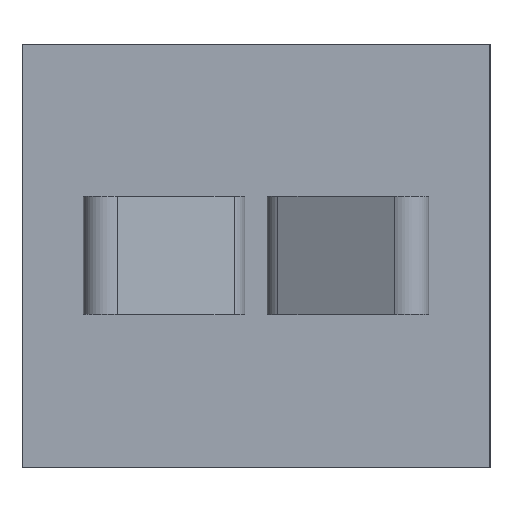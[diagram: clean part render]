
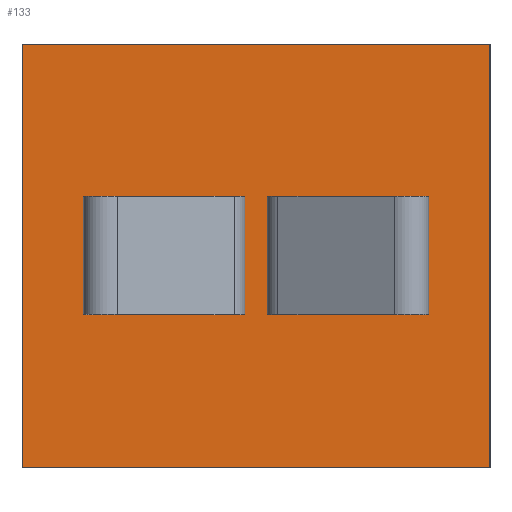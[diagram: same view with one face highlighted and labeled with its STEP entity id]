
A CAD part, top view. The second image highlights one B-rep face of the part: STEP entity #133.
In plain terms, the highlighted planar face has unit normal (0, 0, 1).
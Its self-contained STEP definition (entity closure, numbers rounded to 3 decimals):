
#133 = ADVANCED_FACE( '', ( #252, #253, #254 ), #255, .T. );
#252 = FACE_BOUND( '', #376, .T. );
#253 = FACE_OUTER_BOUND( '', #377, .T. );
#254 = FACE_BOUND( '', #378, .T. );
#255 = PLANE( '', #379 );
#376 = EDGE_LOOP( '', ( #526, #527, #528, #529 ) );
#377 = EDGE_LOOP( '', ( #530, #531, #532, #533 ) );
#378 = EDGE_LOOP( '', ( #534, #535, #536, #537 ) );
#379 = AXIS2_PLACEMENT_3D( '', #538, #539, #540 );
#526 = ORIENTED_EDGE( '', *, *, #817, .F. );
#527 = ORIENTED_EDGE( '', *, *, #789, .F. );
#528 = ORIENTED_EDGE( '', *, *, #806, .T. );
#529 = ORIENTED_EDGE( '', *, *, #800, .T. );
#530 = ORIENTED_EDGE( '', *, *, #818, .F. );
#531 = ORIENTED_EDGE( '', *, *, #819, .F. );
#532 = ORIENTED_EDGE( '', *, *, #795, .T. );
#533 = ORIENTED_EDGE( '', *, *, #820, .T. );
#534 = ORIENTED_EDGE( '', *, *, #821, .T. );
#535 = ORIENTED_EDGE( '', *, *, #822, .T. );
#536 = ORIENTED_EDGE( '', *, *, #823, .F. );
#537 = ORIENTED_EDGE( '', *, *, #824, .F. );
#538 = CARTESIAN_POINT( '', ( -10.5, -9.5, 0. ) );
#539 = DIRECTION( '', ( 0., 0., 1. ) );
#540 = DIRECTION( '', ( 1., 0., 0. ) );
#789 = EDGE_CURVE( '', #914, #916, #917, .T. );
#795 = EDGE_CURVE( '', #921, #925, #927, .T. );
#800 = EDGE_CURVE( '', #936, #934, #937, .T. );
#806 = EDGE_CURVE( '', #914, #936, #946, .T. );
#817 = EDGE_CURVE( '', #916, #934, #961, .T. );
#818 = EDGE_CURVE( '', #962, #963, #964, .T. );
#819 = EDGE_CURVE( '', #921, #962, #965, .T. );
#820 = EDGE_CURVE( '', #925, #963, #966, .T. );
#821 = EDGE_CURVE( '', #967, #968, #969, .T. );
#822 = EDGE_CURVE( '', #968, #970, #971, .T. );
#823 = EDGE_CURVE( '', #972, #970, #973, .T. );
#824 = EDGE_CURVE( '', #967, #972, #974, .T. );
#914 = VERTEX_POINT( '', #1092 );
#916 = VERTEX_POINT( '', #1095 );
#917 = LINE( '', #1096, #1097 );
#921 = VERTEX_POINT( '', #1102 );
#925 = VERTEX_POINT( '', #1108 );
#927 = LINE( '', #1111, #1112 );
#934 = VERTEX_POINT( '', #1120 );
#936 = VERTEX_POINT( '', #1123 );
#937 = LINE( '', #1124, #1125 );
#946 = LINE( '', #1136, #1137 );
#961 = LINE( '', #1159, #1160 );
#962 = VERTEX_POINT( '', #1161 );
#963 = VERTEX_POINT( '', #1162 );
#964 = LINE( '', #1163, #1164 );
#965 = LINE( '', #1165, #1166 );
#966 = LINE( '', #1167, #1168 );
#967 = VERTEX_POINT( '', #1169 );
#968 = VERTEX_POINT( '', #1170 );
#969 = LINE( '', #1171, #1172 );
#970 = VERTEX_POINT( '', #1173 );
#971 = LINE( '', #1174, #1175 );
#972 = VERTEX_POINT( '', #1176 );
#973 = LINE( '', #1177, #1178 );
#974 = LINE( '', #1179, #1180 );
#1092 = CARTESIAN_POINT( '', ( -7.75, -2.65, 0. ) );
#1095 = CARTESIAN_POINT( '', ( -5.75, -2.65, 0. ) );
#1096 = CARTESIAN_POINT( '', ( -7.75, -2.65, 0. ) );
#1097 = VECTOR( '', #1338, 1000. );
#1102 = CARTESIAN_POINT( '', ( -10.5, -9.5, 0. ) );
#1108 = CARTESIAN_POINT( '', ( 10.5, -9.5, 0. ) );
#1111 = CARTESIAN_POINT( '', ( -10.5, -9.5, 0. ) );
#1112 = VECTOR( '', #1343, 1000. );
#1120 = CARTESIAN_POINT( '', ( -5.75, 2.65, 0. ) );
#1123 = CARTESIAN_POINT( '', ( -7.75, 2.65, 0. ) );
#1124 = CARTESIAN_POINT( '', ( -7.75, 2.65, 0. ) );
#1125 = VECTOR( '', #1349, 1000. );
#1136 = CARTESIAN_POINT( '', ( -7.75, -2.65, 0. ) );
#1137 = VECTOR( '', #1358, 1000. );
#1159 = CARTESIAN_POINT( '', ( -5.75, -2.65, 0. ) );
#1160 = VECTOR( '', #1366, 1000. );
#1161 = CARTESIAN_POINT( '', ( -10.5, 9.5, 0. ) );
#1162 = CARTESIAN_POINT( '', ( 10.5, 9.5, 0. ) );
#1163 = CARTESIAN_POINT( '', ( -10.5, 9.5, 0. ) );
#1164 = VECTOR( '', #1367, 1000. );
#1165 = CARTESIAN_POINT( '', ( -10.5, -9.5, 0. ) );
#1166 = VECTOR( '', #1368, 1000. );
#1167 = CARTESIAN_POINT( '', ( 10.5, -9.5, 0. ) );
#1168 = VECTOR( '', #1369, 1000. );
#1169 = CARTESIAN_POINT( '', ( 7.75, -2.65, 0. ) );
#1170 = CARTESIAN_POINT( '', ( 5.75, -2.65, 0. ) );
#1171 = CARTESIAN_POINT( '', ( 7.75, -2.65, 0. ) );
#1172 = VECTOR( '', #1370, 1000. );
#1173 = CARTESIAN_POINT( '', ( 5.75, 2.65, 0. ) );
#1174 = CARTESIAN_POINT( '', ( 5.75, -2.65, 0. ) );
#1175 = VECTOR( '', #1371, 1000. );
#1176 = CARTESIAN_POINT( '', ( 7.75, 2.65, 0. ) );
#1177 = CARTESIAN_POINT( '', ( 7.75, 2.65, 0. ) );
#1178 = VECTOR( '', #1372, 1000. );
#1179 = CARTESIAN_POINT( '', ( 7.75, -2.65, 0. ) );
#1180 = VECTOR( '', #1373, 1000. );
#1338 = DIRECTION( '', ( 1., 0., 0. ) );
#1343 = DIRECTION( '', ( 1., 0., 0. ) );
#1349 = DIRECTION( '', ( 1., 0., 0. ) );
#1358 = DIRECTION( '', ( 0., 1., 0. ) );
#1366 = DIRECTION( '', ( 0., 1., 0. ) );
#1367 = DIRECTION( '', ( 1., 0., 0. ) );
#1368 = DIRECTION( '', ( 0., 1., 0. ) );
#1369 = DIRECTION( '', ( 0., 1., 0. ) );
#1370 = DIRECTION( '', ( -1., 0., 0. ) );
#1371 = DIRECTION( '', ( 0., 1., 0. ) );
#1372 = DIRECTION( '', ( -1., 0., 0. ) );
#1373 = DIRECTION( '', ( 0., 1., 0. ) );
